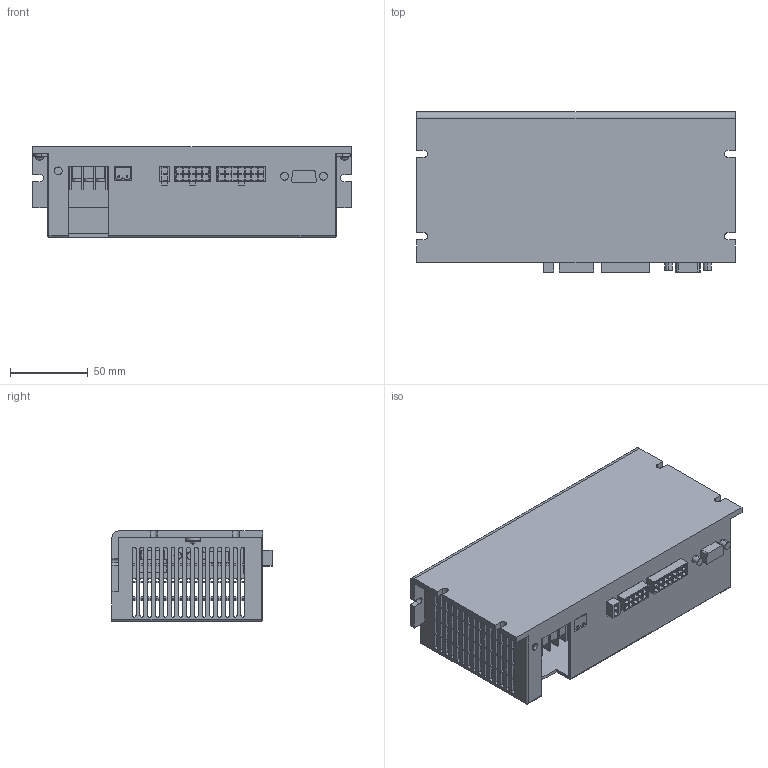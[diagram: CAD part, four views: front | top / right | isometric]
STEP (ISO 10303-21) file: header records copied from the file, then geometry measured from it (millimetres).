
FILE_DESCRIPTION (( 'STEP AP214' ), '1' );
FILE_NAME ('GUB-C-B.STEP', '2024-02-21T06:44:05', ( '' ), ( '' ), 'SwSTEP 2.0', 'SolidWorks 2022', '' );
FILE_SCHEMA (( 'AUTOMOTIVE_DESIGN' ));
Length unit declared in the file: millimetre
Products named in the file (1): GUB-C-B
Bounding box: 205 x 103 x 58 mm (x, y, z)
Volume: 178356 mm3; surface area: 142578.4 mm2
Topology: 11 solids, 13 shells, 928 faces, 2840 edges, 1884 vertices
Faces by surface type: plane 695, cylinder 227, torus 4, sphere 2
Entity records: 32232 total; most frequent: ORIENTED_EDGE 5676, CARTESIAN_POINT 5651, DIRECTION 5158, EDGE_CURVE 2838, LINE 2376, VECTOR 2376, VERTEX_POINT 1884, AXIS2_PLACEMENT_3D 1391
